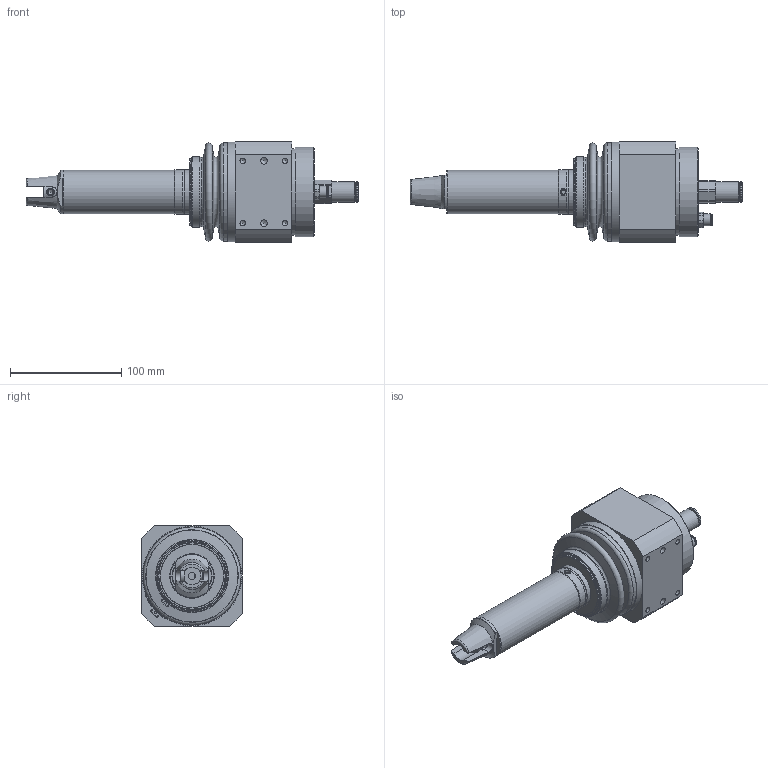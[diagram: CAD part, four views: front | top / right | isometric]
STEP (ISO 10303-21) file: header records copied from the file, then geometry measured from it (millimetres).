
FILE_DESCRIPTION(/* description */ (''),/* implementation_level */ '2;1');
FILE_NAME(/* name */ 'RF 110_60001305.stp',/* time_stamp */ '2015-03-25T12:56:00+01:00',/* author */ ('ekoch'),/* organization */ (''),/* preprocessor_version */ 'ST-DEVELOPER v15.2',/* originating_system */ 'Autodesk Inventor 2014',/* authorisation */ '');
FILE_SCHEMA (('AUTOMOTIVE_DESIGN { 1 0 10303 214 3 1 1 }'));
Length unit declared in the file: millimetre
Products named in the file (1): RF 110_60001305
Bounding box: 297.95 x 90 x 90 mm (x, y, z)
Volume: 1007824.4 mm3; surface area: 211723.9 mm2
Topology: 16 solids, 16 shells, 490 faces, 1141 edges, 728 vertices
Faces by surface type: plane 209, cylinder 168, cone 89, torus 23, sphere 1
Full cylindrical faces by diameter (mm): 2.1 x1, 2.5 x1, 3.242 x1, 3.571 x1, 4 x2, 4.917 x8, 5.917 x1, 6 x6, 6.1 x1, 6.5 x1, 7 x1, 7.2 x1, 8.4 x1, 8.565 x1, 8.566 x1, 9 x1, 9.728 x1, 9.9 x1, 10 x1, 10.2 x1, 10.6 x1, 12 x1, 13.2 x1, 13.8 x1, 14.95 x2, 15 x1, 15.1 x1, 16 x2, 17 x1, 17.775 x1
Entity records: 14237 total; most frequent: CARTESIAN_POINT 3258, DIRECTION 2244, ORIENTED_EDGE 1906, AXIS2_PLACEMENT_3D 959, EDGE_CURVE 953, EDGE_LOOP 727, VERTEX_POINT 688, STYLED_ITEM 493
